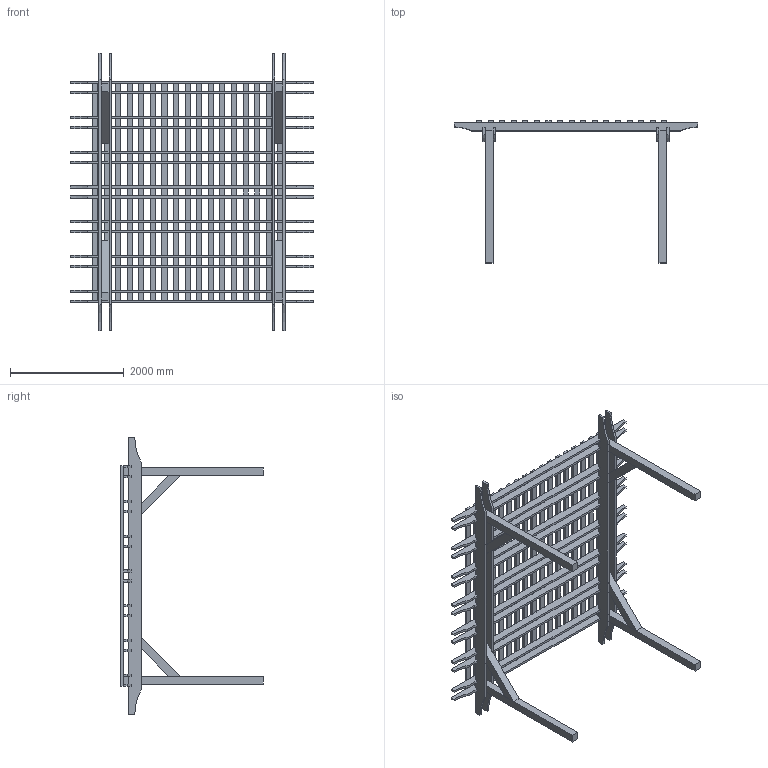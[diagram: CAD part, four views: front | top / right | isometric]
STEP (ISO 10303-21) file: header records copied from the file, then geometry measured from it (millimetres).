
FILE_DESCRIPTION(/* description */ (''),/* implementation_level */ '2;1');
FILE_NAME(/* name */ 'Pergola.stp',/* time_stamp */ '2014-08-03T15:48:05-04:00',/* author */ ('Haden'),/* organization */ (''),/* preprocessor_version */ 'ST-DEVELOPER v15.6',/* originating_system */ 'Autodesk Inventor 2015',/* authorisation */ '');
FILE_SCHEMA (('AUTOMOTIVE_DESIGN { 1 0 10303 214 3 1 1 }'));
Length unit declared in the file: inch
Products named in the file (6): Post; Support Beam; Cover Board; Top Board; Angled Support; Pergola
Bounding box: 4267.2 x 2495.55 x 4876.8 mm (x, y, z)
Volume: 967030846.1 mm3; surface area: 55929795.1 mm2
Topology: 43 solids, 43 shells, 518 faces, 1296 edges, 864 vertices
Faces by surface type: plane 482, cylinder 36
Entity records: 1866 total; most frequent: DIRECTION 326, CARTESIAN_POINT 299, ORIENTED_EDGE 240, EDGE_CURVE 120, LINE 112, VECTOR 112, AXIS2_PLACEMENT_3D 107, VERTEX_POINT 80
